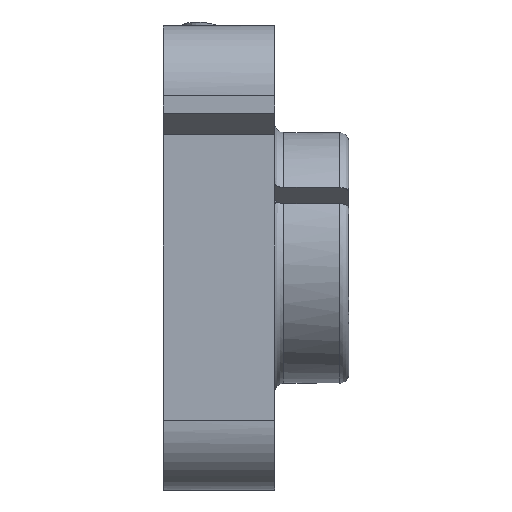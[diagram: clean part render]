
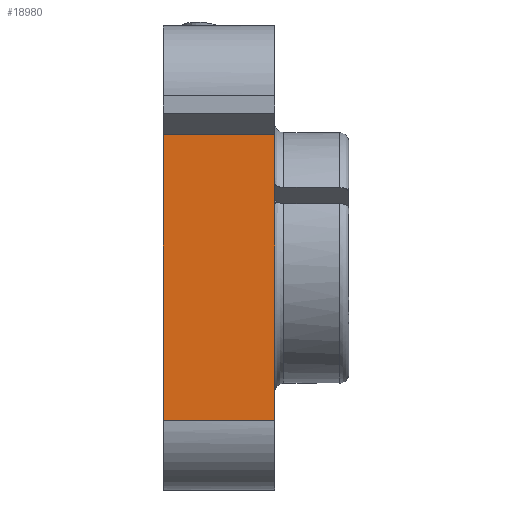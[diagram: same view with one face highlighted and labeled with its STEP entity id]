
A CAD part, front view. The second image highlights one B-rep face of the part: STEP entity #18980.
In plain terms, the highlighted free-form (B-spline) face has degree [1, 1] with [2, 2] control points.
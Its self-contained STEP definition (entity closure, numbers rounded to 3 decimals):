
#18630 = CARTESIAN_POINT ('', (0., -25., -17.5));
#18640 = VERTEX_POINT ('', #18630);
#18650 = CARTESIAN_POINT ('', (12., -25., -17.5));
#18660 = VERTEX_POINT ('', #18650);
#18670 = CARTESIAN_POINT ('', (0., -25., -17.5));
#18680 = CARTESIAN_POINT ('', (12., -25., -17.5));
#18690 = B_SPLINE_CURVE_WITH_KNOTS ('', 1, (#18670, #18680), .UNSPECIFIED., .F., .U., (2, 2), (0., 1.), .UNSPECIFIED.);
#18700 = EDGE_CURVE ('', #18640, #18660, #18690, .T.);
#18710 = ORIENTED_EDGE ('', *, *, #18700, .T.);
#18720 = CARTESIAN_POINT ('', (12., -25., 13.279));
#18730 = VERTEX_POINT ('', #18720);
#18740 = CARTESIAN_POINT ('', (12., -25., -17.5));
#18750 = CARTESIAN_POINT ('', (12., -25., 13.279));
#18760 = B_SPLINE_CURVE_WITH_KNOTS ('', 1, (#18740, #18750), .UNSPECIFIED., .F., .U., (2, 2), (0., 1.), .UNSPECIFIED.);
#18770 = EDGE_CURVE ('', #18660, #18730, #18760, .T.);
#18780 = ORIENTED_EDGE ('', *, *, #18770, .T.);
#18790 = CARTESIAN_POINT ('', (0., -25., 13.279));
#18800 = VERTEX_POINT ('', #18790);
#18810 = CARTESIAN_POINT ('', (12., -25., 13.279));
#18820 = CARTESIAN_POINT ('', (0., -25., 13.279));
#18830 = B_SPLINE_CURVE_WITH_KNOTS ('', 1, (#18810, #18820), .UNSPECIFIED., .F., .U., (2, 2), (0., 1.), .UNSPECIFIED.);
#18840 = EDGE_CURVE ('', #18730, #18800, #18830, .T.);
#18850 = ORIENTED_EDGE ('', *, *, #18840, .T.);
#18860 = CARTESIAN_POINT ('', (0., -25., 13.279));
#18870 = CARTESIAN_POINT ('', (0., -25., -17.5));
#18880 = B_SPLINE_CURVE_WITH_KNOTS ('', 1, (#18860, #18870), .UNSPECIFIED., .F., .U., (2, 2), (0., 1.), .UNSPECIFIED.);
#18890 = EDGE_CURVE ('', #18800, #18640, #18880, .T.);
#18900 = ORIENTED_EDGE ('', *, *, #18890, .T.);
#18910 = EDGE_LOOP ('', (#18710, #18780, #18850, #18900));
#18920 = FACE_OUTER_BOUND ('', #18910, .T.);
#18930 = CARTESIAN_POINT ('', (0., -25., 13.279));
#18940 = CARTESIAN_POINT ('', (12., -25., 13.279));
#18950 = CARTESIAN_POINT ('', (0., -25., -17.5));
#18960 = CARTESIAN_POINT ('', (12., -25., -17.5));
#18970 = B_SPLINE_SURFACE_WITH_KNOTS ('', 1, 1, ((#18930, #18940), (#18950, #18960)), .UNSPECIFIED., .F., .F., .U., (2, 2), (2, 2), (0., 1.), (0., 1.), .UNSPECIFIED.);
#18980 = ADVANCED_FACE ('', (#18920), #18970, .T.);
